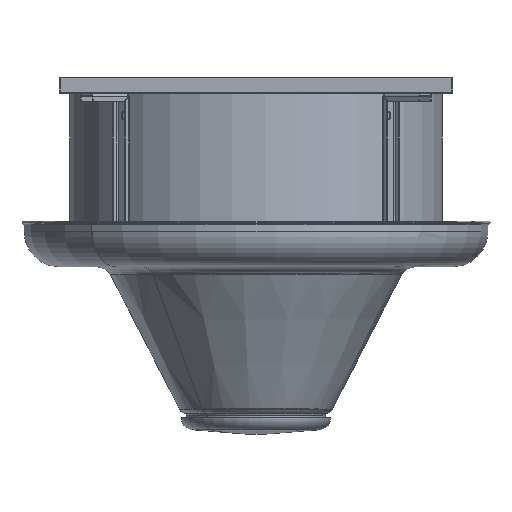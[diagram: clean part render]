
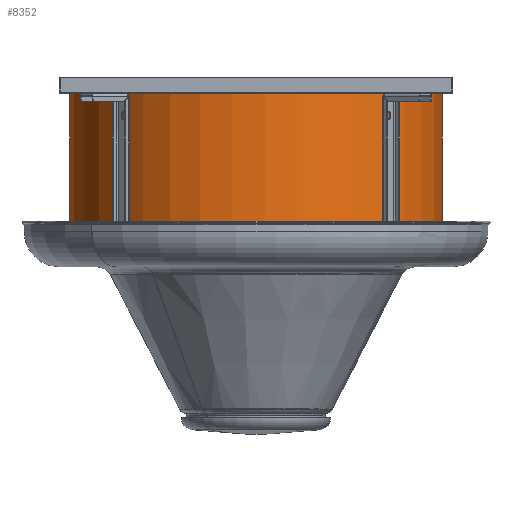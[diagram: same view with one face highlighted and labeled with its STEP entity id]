
A CAD part, front view. The second image highlights one B-rep face of the part: STEP entity #8352.
In plain terms, the highlighted cylindrical face has radius 441 mm (diameter 882 mm), a partial arc.
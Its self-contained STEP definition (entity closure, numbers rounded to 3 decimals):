
#112 = EDGE_CURVE ( 'NONE', #10721, #6528, #8077, .T. ) ;
#988 = ORIENTED_EDGE ( 'NONE', *, *, #112, .F. ) ;
#3123 = VECTOR ( 'NONE', #11088, 1000. ) ;
#3297 = DIRECTION ( 'NONE',  ( 0., 0., -1. ) ) ;
#3624 = CARTESIAN_POINT ( 'NONE',  ( 0., 0., 373. ) ) ;
#3880 = EDGE_LOOP ( 'NONE', ( #988, #4390, #3884, #7317 ) ) ;
#3884 = ORIENTED_EDGE ( 'NONE', *, *, #13397, .T. ) ;
#3967 = CYLINDRICAL_SURFACE ( 'NONE', #12951, 441. ) ;
#3994 = EDGE_CURVE ( 'NONE', #12252, #10721, #6810, .T. ) ;
#4390 = ORIENTED_EDGE ( 'NONE', *, *, #3994, .F. ) ;
#4656 = CARTESIAN_POINT ( 'NONE',  ( -441., 0., 373. ) ) ;
#5377 = CARTESIAN_POINT ( 'NONE',  ( 441., 0., 0. ) ) ;
#5531 = AXIS2_PLACEMENT_3D ( 'NONE', #11743, #13990, #11800 ) ;
#6013 = CARTESIAN_POINT ( 'NONE',  ( -441., 0., 0. ) ) ;
#6238 = AXIS2_PLACEMENT_3D ( 'NONE', #10403, #12583, #6277 ) ;
#6277 = DIRECTION ( 'NONE',  ( 1., 0., 0. ) ) ;
#6528 = VERTEX_POINT ( 'NONE', #5377 ) ;
#6810 = CIRCLE ( 'NONE', #5531, 441. ) ;
#6894 = FACE_OUTER_BOUND ( 'NONE', #3880, .T. ) ;
#7317 = ORIENTED_EDGE ( 'NONE', *, *, #11116, .T. ) ;
#8077 = LINE ( 'NONE', #8643, #12114 ) ;
#8352 = ADVANCED_FACE ( 'NONE', ( #6894 ), #3967, .T. ) ;
#8643 = CARTESIAN_POINT ( 'NONE',  ( 441., 0., 373. ) ) ;
#9791 = CARTESIAN_POINT ( 'NONE',  ( 441., 0., 373. ) ) ;
#10091 = DIRECTION ( 'NONE',  ( 0., 0., -1. ) ) ;
#10403 = CARTESIAN_POINT ( 'NONE',  ( 0., 0., 0. ) ) ;
#10636 = VERTEX_POINT ( 'NONE', #6013 ) ;
#10721 = VERTEX_POINT ( 'NONE', #9791 ) ;
#11088 = DIRECTION ( 'NONE',  ( 0., 0., -1. ) ) ;
#11101 = LINE ( 'NONE', #4656, #3123 ) ;
#11116 = EDGE_CURVE ( 'NONE', #10636, #6528, #13629, .T. ) ;
#11743 = CARTESIAN_POINT ( 'NONE',  ( 0., 0., 373. ) ) ;
#11800 = DIRECTION ( 'NONE',  ( 1., 0., 0. ) ) ;
#12114 = VECTOR ( 'NONE', #3297, 1000. ) ;
#12218 = CARTESIAN_POINT ( 'NONE',  ( -441., 0., 373. ) ) ;
#12252 = VERTEX_POINT ( 'NONE', #12218 ) ;
#12275 = DIRECTION ( 'NONE',  ( -1., 0., 0. ) ) ;
#12583 = DIRECTION ( 'NONE',  ( 0., 0., 1. ) ) ;
#12951 = AXIS2_PLACEMENT_3D ( 'NONE', #3624, #10091, #12275 ) ;
#13397 = EDGE_CURVE ( 'NONE', #12252, #10636, #11101, .T. ) ;
#13629 = CIRCLE ( 'NONE', #6238, 441. ) ;
#13990 = DIRECTION ( 'NONE',  ( 0., 0., 1. ) ) ;
